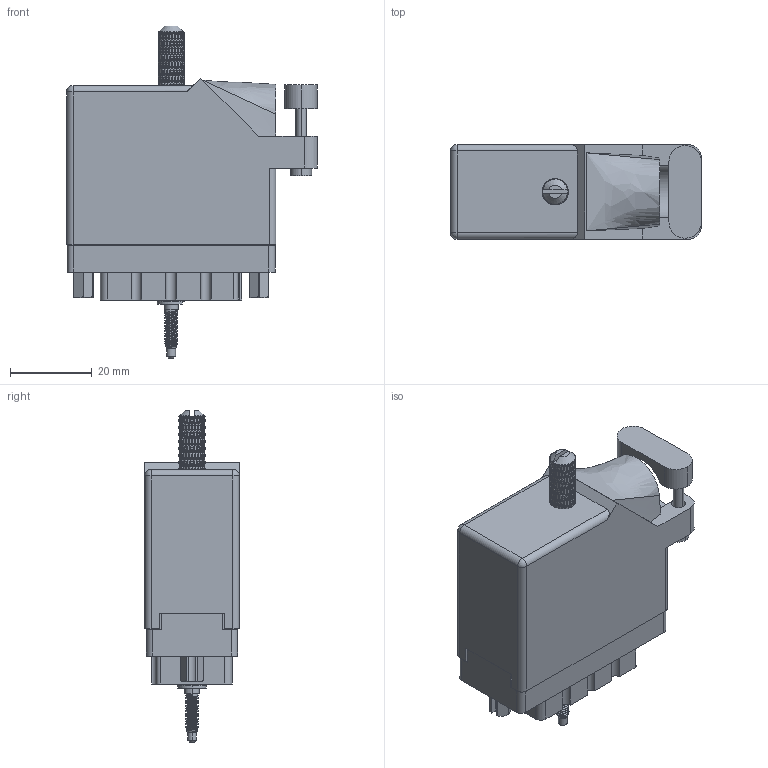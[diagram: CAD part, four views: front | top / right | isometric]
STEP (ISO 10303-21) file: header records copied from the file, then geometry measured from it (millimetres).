
FILE_DESCRIPTION (( 'STEP AP203' ), '1' );
FILE_NAME ('516-038-000-421.STEP', '2020-03-04T21:50:13', ( '' ), ( '' ), 'SwSTEP 2.0', 'SolidWorks 2016', '' );
FILE_SCHEMA (( 'CONFIG_CONTROL_DESIGN' ));
Length unit declared in the file: inch
Products named in the file (11): 516-253-138-107; 516-250-038-111; 516-221-038-102_038; 516-230-001_Plastic - 038 Side Entry; 516-253-035-100; 516-252-021-102_038; 516-251-035-100; Actuating Screw Assy 038-056; 516-038-000-421; 516 Part Receptacle_038; 516-221-038-102_039
Assembly tree (12 placements, depth 3):
  516-038-000-421
    516 Part Receptacle_038
    516-230-001_Plastic - 038 Side Entry
    516-252-021-102_038  x2
    516-221-038-102_038
    Actuating Screw Assy 038-056
      516-251-035-100
      516-253-035-100  x2
      516-253-138-107
      516-250-038-111
    516-221-038-102_039
Bounding box: 61.21 x 23.11 x 81.03 mm (x, y, z)
Volume: 23693.2 mm3; surface area: 31551.8 mm2
Topology: 11 solids, 11 shells, 2555 faces, 6338 edges, 3824 vertices
Faces by surface type: bspline 1037, plane 797, cylinder 667, cone 52, sphere 2
Entity records: 108704 total; most frequent: CARTESIAN_POINT 59326, ORIENTED_EDGE 12460, DIRECTION 7451, EDGE_CURVE 6230, VERTEX_POINT 3756, EDGE_LOOP 2646, AXIS2_PLACEMENT_3D 2559, FACE_OUTER_BOUND 2518
